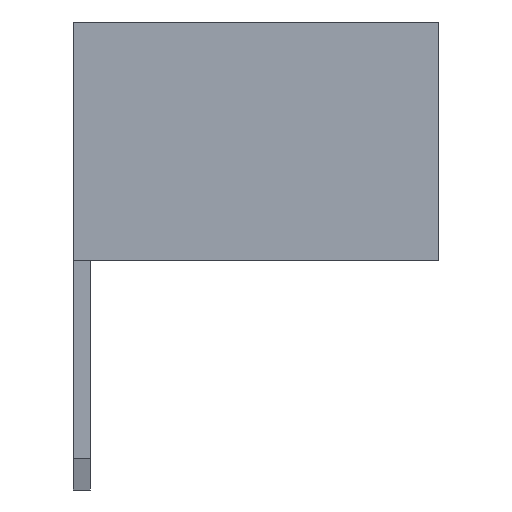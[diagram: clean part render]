
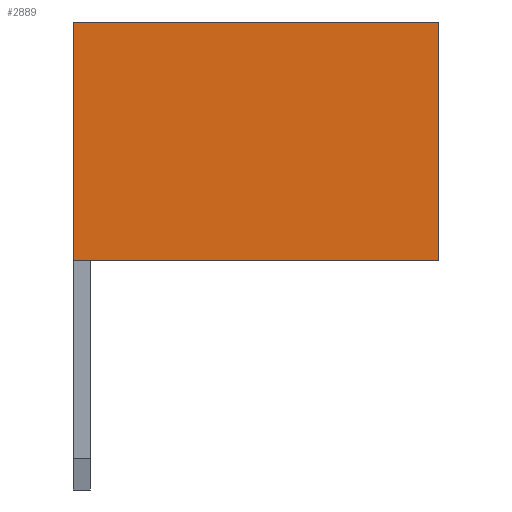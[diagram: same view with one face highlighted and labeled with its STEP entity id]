
A CAD part, left-side view. The second image highlights one B-rep face of the part: STEP entity #2889.
In plain terms, the highlighted planar face has unit normal (-1, 0, 0).
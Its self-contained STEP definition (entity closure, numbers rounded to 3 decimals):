
#2889=ADVANCED_FACE('',(#20629),#20631,.T.);
#20629=FACE_BOUND('',#20630,.T.);
#20630=EDGE_LOOP('',(#34825,#34826,#34827,#34828));
#20631=PLANE('',#20632);
#20632=AXIS2_PLACEMENT_3D('',#20633,#20634,#20635);
#20633=CARTESIAN_POINT('',(-1.,-4.2,0.));
#20634=DIRECTION('',(-1.,0.,0.));
#20635=DIRECTION('',(0.,0.,1.));
#34825=ORIENTED_EDGE('',*,*,#44629,.T.);
#34826=ORIENTED_EDGE('',*,*,#45146,.T.);
#34827=ORIENTED_EDGE('',*,*,#44360,.F.);
#34828=ORIENTED_EDGE('',*,*,#45145,.F.);
#44360=EDGE_CURVE('',#50362,#50364,#50365,.T.);
#44629=EDGE_CURVE('',#50742,#50743,#50744,.T.);
#45145=EDGE_CURVE('',#50742,#50362,#51601,.T.);
#45146=EDGE_CURVE('',#50743,#50364,#51602,.T.);
#50362=VERTEX_POINT('',#60410);
#50364=VERTEX_POINT('',#60414);
#50365=LINE('',#60415,#60416);
#50742=VERTEX_POINT('',#61330);
#50743=VERTEX_POINT('',#61331);
#50744=LINE('',#61332,#61333);
#51601=LINE('',#63221,#63222);
#51602=LINE('',#63224,#63225);
#60410=CARTESIAN_POINT('',(-1.,0.1,0.));
#60414=CARTESIAN_POINT('',(-1.,0.1,2.8));
#60415=CARTESIAN_POINT('',(-1.,0.1,0.));
#60416=VECTOR('',#60417,1.);
#60417=DIRECTION('',(0.,0.,1.));
#61330=CARTESIAN_POINT('',(-1.,-4.2,0.));
#61331=CARTESIAN_POINT('',(-1.,-4.2,2.8));
#61332=CARTESIAN_POINT('',(-1.,-4.2,0.));
#61333=VECTOR('',#61334,1.);
#61334=DIRECTION('',(0.,0.,1.));
#63221=CARTESIAN_POINT('',(-1.,-4.2,0.));
#63222=VECTOR('',#63223,1.);
#63223=DIRECTION('',(0.,1.,0.));
#63224=CARTESIAN_POINT('',(-1.,-4.2,2.8));
#63225=VECTOR('',#63226,1.);
#63226=DIRECTION('',(0.,1.,0.));
